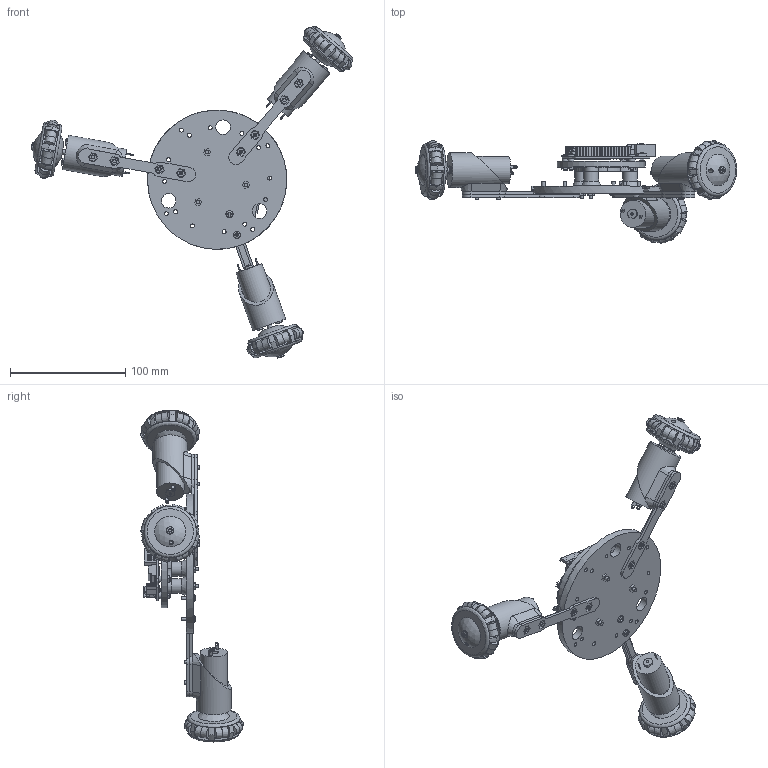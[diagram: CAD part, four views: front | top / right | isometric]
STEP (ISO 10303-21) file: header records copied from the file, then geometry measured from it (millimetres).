
FILE_DESCRIPTION(/* description */ (''),/* implementation_level */ '2;1');
FILE_NAME(/* name */ 'Full Chassis with Arduino, Gyro, 1 inch Arms, and Flexiwheels.iam.stp',/* time_stamp */ '2014-02-26T18:19:07-05:00',/* author */ ('Spooner'),/* organization */ (''),/* preprocessor_version */ 'ST-DEVELOPER v15.2',/* originating_system */ 'Autodesk Inventor 2014',/* authorisation */ '');
FILE_SCHEMA (('AUTOMOTIVE_DESIGN { 1 0 10303 214 3 1 1 }'));
Length unit declared in the file: inch
Products named in the file (25): Arduino Mount; Body; Gyro Mount; Offset; JIS B 1111 - M3x30(1); JIS B 1181 - B M3; Arduino; JIS B 1111 - M3x12(1); Main Body with Arduino and Gyro Mounts; Flexiwheel Hub - Motor Side; Flexiwheel Hub - Out Side; Flexiwheel - Half Wheel; Flexiwheel Roller; Flexiwheel; JIS B 1111 - M3x6(1); Flexiwheel with Hub; Motor Mount Arm (1 inch); Motor Mount; Motor Body; Motor Shaft; Motor; JIS B 1111 - M3x10(1); JIS B 1111 - M3x5(1); Full Motor Arm (1 inch) with Flexiwheel; Full Chassis with Arduino, Gyro, 1 inch Arms, and Flexiwheels
Bounding box: 278.66 x 88.92 x 287.71 mm (x, y, z)
Volume: 297753.6 mm3; surface area: 173595.3 mm2
Topology: 102 solids, 102 shells, 3199 faces, 7669 edges, 4916 vertices
Faces by surface type: plane 1915, cylinder 702, cone 413, torus 128, bspline 34, sphere 7
Full cylindrical faces by diameter (mm): 0.508 x78, 1.27 x1, 1.626 x48, 1.981 x3, 2.286 x6, 2.459 x19, 2.464 x12, 2.5 x28, 2.794 x1, 3 x28, 3.048 x39, 3.429 x19, 3.454 x12, 3.556 x4, 3.81 x3, 3.861 x3, 4.699 x6, 4.724 x6, 5.08 x3, 5.715 x4, 5.893 x6, 6.096 x3, 6.35 x3, 6.452 x12, 6.807 x3, 6.858 x3, 12.7 x6, 13.665 x6, 13.843 x3, 13.868 x3
Entity records: 40395 total; most frequent: CARTESIAN_POINT 7248, DIRECTION 6693, ORIENTED_EDGE 5932, EDGE_CURVE 2966, AXIS2_PLACEMENT_3D 2351, VERTEX_POINT 2066, EDGE_LOOP 2012, LINE 1991
